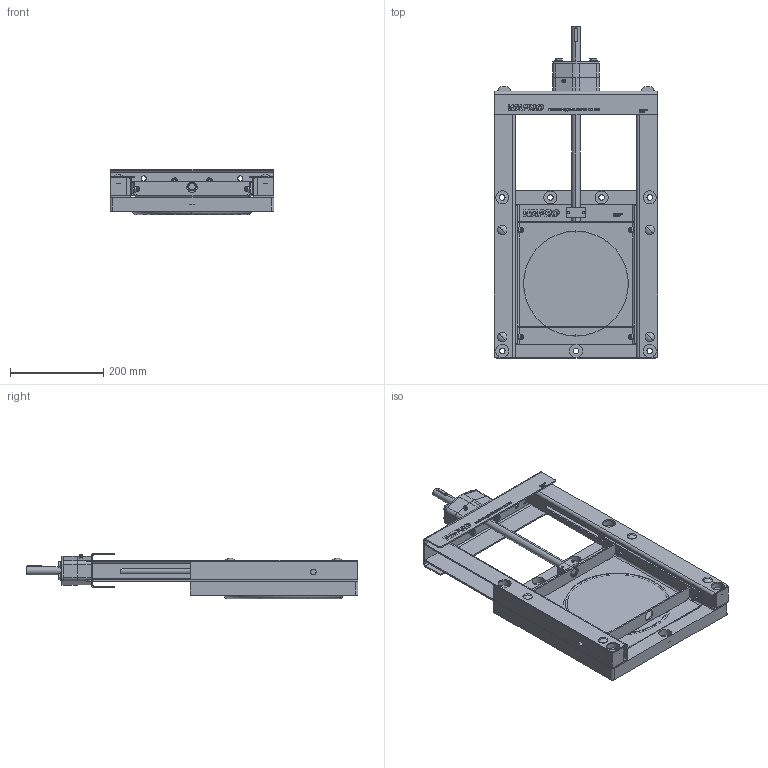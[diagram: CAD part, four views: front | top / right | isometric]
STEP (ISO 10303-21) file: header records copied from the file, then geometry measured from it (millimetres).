
FILE_DESCRIPTION (( 'STEP AP214' ), '1' );
FILE_NAME ('SPK-TG Ø150_Ø6.STEP', '2024-10-30T11:22:43', ( '' ), ( '' ), 'SwSTEP 2.0', 'SolidWorks 2023', '' );
FILE_SCHEMA (( 'AUTOMOTIVE_DESIGN' ));
Products named in the file (1): SPK-TG Ø150_Ø6
Bounding box: 352 x 713.25 x 97.1 mm (x, y, z)
Surface area: 1081441.2 mm2 (no closed solid volume)
Topology: 0 solids, 117 shells, 710 faces, 3777 edges, 3215 vertices
Faces by surface type: plane 361, cylinder 231, cone 64, torus 39, sphere 10, bspline 5
Entity records: 51785 total; most frequent: CARTESIAN_POINT 23839, ORIENTED_EDGE 5348, DIRECTION 4868, EDGE_CURVE 3771, VERTEX_POINT 3211, LINE 1686, VECTOR 1686, AXIS2_PLACEMENT_3D 1591
